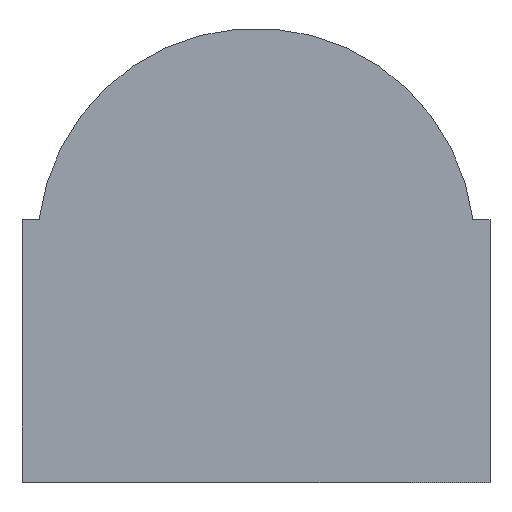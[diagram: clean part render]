
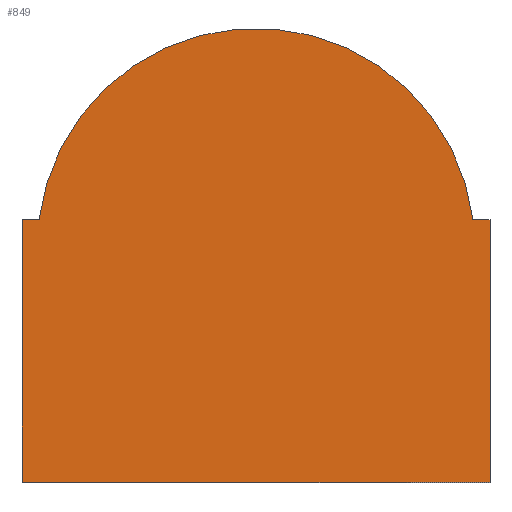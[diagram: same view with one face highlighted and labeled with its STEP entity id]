
A CAD part, top view. The second image highlights one B-rep face of the part: STEP entity #849.
In plain terms, the highlighted planar face has unit normal (0, 0, 1).
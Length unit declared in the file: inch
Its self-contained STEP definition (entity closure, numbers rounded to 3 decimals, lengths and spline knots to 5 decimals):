
#58 = DIRECTION ( 'NONE',  ( 0., 1., 0. ) ) ;
#88 = CARTESIAN_POINT ( 'NONE',  ( -0.428, 0.48, 0.85 ) ) ;
#126 = EDGE_CURVE ( 'NONE', #2371, #2270, #1388, .T. ) ;
#157 = DIRECTION ( 'NONE',  ( -1., 0., 0. ) ) ;
#275 = CARTESIAN_POINT ( 'NONE',  ( 0.428, 0.48, 0.85 ) ) ;
#276 = CARTESIAN_POINT ( 'NONE',  ( -0.428, 0.48, 0.85 ) ) ;
#298 = CARTESIAN_POINT ( 'NONE',  ( -0.39686, 0.48, 0.85 ) ) ;
#664 = EDGE_CURVE ( 'NONE', #1889, #2104, #1209, .T. ) ;
#678 = VECTOR ( 'NONE', #961, 39.37008 ) ;
#697 = LINE ( 'NONE', #2432, #678 ) ;
#718 = VECTOR ( 'NONE', #2181, 39.37008 ) ;
#728 = LINE ( 'NONE', #2880, #718 ) ;
#744 = EDGE_CURVE ( 'NONE', #2104, #2371, #1163, .T. ) ;
#849 = ADVANCED_FACE ( 'NONE', ( #1136 ), #2723, .F. ) ;
#875 = CARTESIAN_POINT ( 'NONE',  ( 0.39686, 0.48, 0.85 ) ) ;
#961 = DIRECTION ( 'NONE',  ( -1., 0., 0. ) ) ;
#962 = DIRECTION ( 'NONE',  ( 0., -1., 0. ) ) ;
#981 = VECTOR ( 'NONE', #58, 39.37008 ) ;
#998 = LINE ( 'NONE', #1424, #981 ) ;
#1004 = ORIENTED_EDGE ( 'NONE', *, *, #2089, .T. ) ;
#1136 = FACE_OUTER_BOUND ( 'NONE', #2080, .T. ) ;
#1157 = VECTOR ( 'NONE', #1752, 39.37008 ) ;
#1163 = LINE ( 'NONE', #298, #1157 ) ;
#1209 = CIRCLE ( 'NONE', #1367, 0.4 ) ;
#1277 = DIRECTION ( 'NONE',  ( 0., 0., 1. ) ) ;
#1343 = EDGE_CURVE ( 'NONE', #2997, #2834, #998, .T. ) ;
#1367 = AXIS2_PLACEMENT_3D ( 'NONE', #2728, #1277, #2962 ) ;
#1373 = VECTOR ( 'NONE', #962, 39.37008 ) ;
#1388 = LINE ( 'NONE', #88, #1373 ) ;
#1424 = CARTESIAN_POINT ( 'NONE',  ( 0.428, 0.48, 0.85 ) ) ;
#1500 = ORIENTED_EDGE ( 'NONE', *, *, #2350, .T. ) ;
#1546 = DIRECTION ( 'NONE',  ( 0., 0., -1. ) ) ;
#1655 = AXIS2_PLACEMENT_3D ( 'NONE', #2971, #1546, #157 ) ;
#1752 = DIRECTION ( 'NONE',  ( -1., 0., 0. ) ) ;
#1873 = ORIENTED_EDGE ( 'NONE', *, *, #126, .T. ) ;
#1889 = VERTEX_POINT ( 'NONE', #875 ) ;
#2080 = EDGE_LOOP ( 'NONE', ( #2740, #2197, #1873, #1004, #2122, #1500 ) ) ;
#2089 = EDGE_CURVE ( 'NONE', #2270, #2997, #728, .T. ) ;
#2104 = VERTEX_POINT ( 'NONE', #2890 ) ;
#2122 = ORIENTED_EDGE ( 'NONE', *, *, #1343, .T. ) ;
#2181 = DIRECTION ( 'NONE',  ( 1., 0., 0. ) ) ;
#2197 = ORIENTED_EDGE ( 'NONE', *, *, #744, .T. ) ;
#2258 = CARTESIAN_POINT ( 'NONE',  ( 0.428, 0., 0.85 ) ) ;
#2270 = VERTEX_POINT ( 'NONE', #2391 ) ;
#2350 = EDGE_CURVE ( 'NONE', #2834, #1889, #697, .T. ) ;
#2371 = VERTEX_POINT ( 'NONE', #276 ) ;
#2391 = CARTESIAN_POINT ( 'NONE',  ( -0.428, 0., 0.85 ) ) ;
#2432 = CARTESIAN_POINT ( 'NONE',  ( 0.39686, 0.48, 0.85 ) ) ;
#2723 = PLANE ( 'NONE',  #1655 ) ;
#2728 = CARTESIAN_POINT ( 'NONE',  ( 0., 0.43, 0.85 ) ) ;
#2740 = ORIENTED_EDGE ( 'NONE', *, *, #664, .T. ) ;
#2834 = VERTEX_POINT ( 'NONE', #275 ) ;
#2880 = CARTESIAN_POINT ( 'NONE',  ( -0.428, 0., 0.85 ) ) ;
#2890 = CARTESIAN_POINT ( 'NONE',  ( -0.39686, 0.48, 0.85 ) ) ;
#2962 = DIRECTION ( 'NONE',  ( -1., 0., 0. ) ) ;
#2971 = CARTESIAN_POINT ( 'NONE',  ( 0., 0.43, 0.85 ) ) ;
#2997 = VERTEX_POINT ( 'NONE', #2258 ) ;
